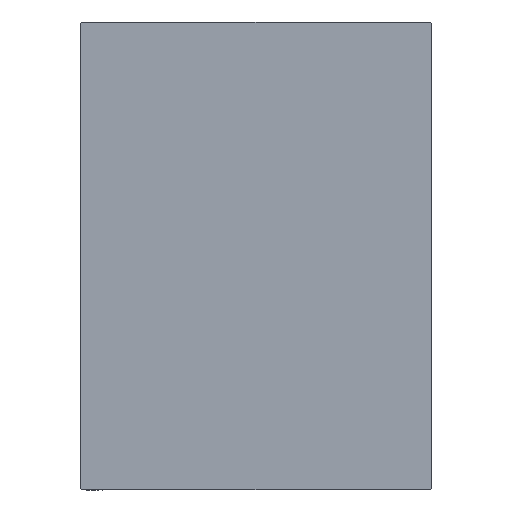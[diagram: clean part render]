
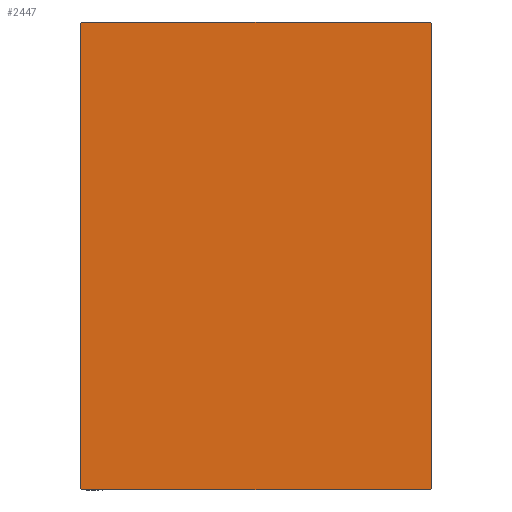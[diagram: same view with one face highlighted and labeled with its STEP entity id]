
A CAD part, left-side view. The second image highlights one B-rep face of the part: STEP entity #2447.
In plain terms, the highlighted face is planar.
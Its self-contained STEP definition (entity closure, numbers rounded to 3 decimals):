
#1086 = CARTESIAN_POINT ( 'NONE',  ( 98., 37.5, -50. ) ) ;
#2395 = EDGE_CURVE ( 'NONE', #38407, #28643, #36703, .T. ) ;
#2447 = ADVANCED_FACE ( 'NONE', ( #27529 ), #24693, .T. ) ;
#2931 = ORIENTED_EDGE ( 'NONE', *, *, #2395, .T. ) ;
#3413 = LINE ( 'NONE', #9736, #23291 ) ;
#3760 = ORIENTED_EDGE ( 'NONE', *, *, #4071, .T. ) ;
#4071 = EDGE_CURVE ( 'NONE', #15571, #4560, #20898, .T. ) ;
#4461 = CARTESIAN_POINT ( 'NONE',  ( 98., 43.6, 43.6 ) ) ;
#4560 = VERTEX_POINT ( 'NONE', #8147 ) ;
#4686 = DIRECTION ( 'NONE',  ( 0., -0.707, 0.707 ) ) ;
#5090 = CARTESIAN_POINT ( 'NONE',  ( 98., -37.5, -49.7 ) ) ;
#6237 = DIRECTION ( 'NONE',  ( 0., 1., 0. ) ) ;
#7069 = DIRECTION ( 'NONE',  ( 0., -0.707, -0.707 ) ) ;
#7286 = CARTESIAN_POINT ( 'NONE',  ( 98., 0., 0. ) ) ;
#7996 = VECTOR ( 'NONE', #4686, 1000. ) ;
#8147 = CARTESIAN_POINT ( 'NONE',  ( 98., 37.5, 49.7 ) ) ;
#8814 = DIRECTION ( 'NONE',  ( 0., -1., 0. ) ) ;
#9086 = LINE ( 'NONE', #22354, #15707 ) ;
#9263 = LINE ( 'NONE', #35608, #12468 ) ;
#9736 = CARTESIAN_POINT ( 'NONE',  ( 98., -37.5, -50. ) ) ;
#10103 = EDGE_CURVE ( 'NONE', #16751, #38020, #10447, .T. ) ;
#10447 = LINE ( 'NONE', #19583, #21856 ) ;
#10558 = DIRECTION ( 'NONE',  ( 0., 0., -1. ) ) ;
#10860 = VECTOR ( 'NONE', #8814, 1000. ) ;
#12376 = CARTESIAN_POINT ( 'NONE',  ( 98., -37.2, 50. ) ) ;
#12468 = VECTOR ( 'NONE', #35825, 1000. ) ;
#12550 = ORIENTED_EDGE ( 'NONE', *, *, #31341, .T. ) ;
#13051 = CARTESIAN_POINT ( 'NONE',  ( 98., 37.2, 50. ) ) ;
#13243 = EDGE_CURVE ( 'NONE', #4560, #30665, #29979, .T. ) ;
#13643 = CARTESIAN_POINT ( 'NONE',  ( 98., -37.5, 49.7 ) ) ;
#13920 = EDGE_CURVE ( 'NONE', #28643, #16751, #9086, .T. ) ;
#14375 = DIRECTION ( 'NONE',  ( 0., 0., 1. ) ) ;
#15571 = VERTEX_POINT ( 'NONE', #36759 ) ;
#15707 = VECTOR ( 'NONE', #36079, 1000. ) ;
#16018 = CARTESIAN_POINT ( 'NONE',  ( 98., -43.6, 43.6 ) ) ;
#16367 = ORIENTED_EDGE ( 'NONE', *, *, #10103, .T. ) ;
#16751 = VERTEX_POINT ( 'NONE', #5090 ) ;
#17030 = CARTESIAN_POINT ( 'NONE',  ( 98., -37.2, -50. ) ) ;
#19583 = CARTESIAN_POINT ( 'NONE',  ( 98., -43.6, -43.6 ) ) ;
#20898 = LINE ( 'NONE', #1086, #40582 ) ;
#21856 = VECTOR ( 'NONE', #39625, 1000. ) ;
#22354 = CARTESIAN_POINT ( 'NONE',  ( 98., -37.5, 50. ) ) ;
#23291 = VECTOR ( 'NONE', #6237, 1000. ) ;
#24573 = VECTOR ( 'NONE', #7069, 1000. ) ;
#24585 = ORIENTED_EDGE ( 'NONE', *, *, #38774, .T. ) ;
#24693 = PLANE ( 'NONE',  #37072 ) ;
#26011 = CARTESIAN_POINT ( 'NONE',  ( 98., 37.2, -50. ) ) ;
#26909 = EDGE_CURVE ( 'NONE', #38020, #33212, #3413, .T. ) ;
#27529 = FACE_OUTER_BOUND ( 'NONE', #39785, .T. ) ;
#27749 = DIRECTION ( 'NONE',  ( 1., 0., 0. ) ) ;
#28643 = VERTEX_POINT ( 'NONE', #13643 ) ;
#29979 = LINE ( 'NONE', #4461, #7996 ) ;
#30665 = VERTEX_POINT ( 'NONE', #13051 ) ;
#31208 = ORIENTED_EDGE ( 'NONE', *, *, #13243, .T. ) ;
#31341 = EDGE_CURVE ( 'NONE', #30665, #38407, #35171, .T. ) ;
#32104 = CARTESIAN_POINT ( 'NONE',  ( 98., 37.5, 50. ) ) ;
#33212 = VERTEX_POINT ( 'NONE', #26011 ) ;
#35171 = LINE ( 'NONE', #32104, #10860 ) ;
#35316 = ORIENTED_EDGE ( 'NONE', *, *, #26909, .T. ) ;
#35608 = CARTESIAN_POINT ( 'NONE',  ( 98., 43.6, -43.6 ) ) ;
#35825 = DIRECTION ( 'NONE',  ( 0., 0.707, 0.707 ) ) ;
#36079 = DIRECTION ( 'NONE',  ( 0., 0., -1. ) ) ;
#36703 = LINE ( 'NONE', #16018, #24573 ) ;
#36759 = CARTESIAN_POINT ( 'NONE',  ( 98., 37.5, -49.7 ) ) ;
#37072 = AXIS2_PLACEMENT_3D ( 'NONE', #7286, #27749, #10558 ) ;
#38020 = VERTEX_POINT ( 'NONE', #17030 ) ;
#38407 = VERTEX_POINT ( 'NONE', #12376 ) ;
#38774 = EDGE_CURVE ( 'NONE', #33212, #15571, #9263, .T. ) ;
#39625 = DIRECTION ( 'NONE',  ( 0., 0.707, -0.707 ) ) ;
#39785 = EDGE_LOOP ( 'NONE', ( #35316, #24585, #3760, #31208, #12550, #2931, #41061, #16367 ) ) ;
#40582 = VECTOR ( 'NONE', #14375, 1000. ) ;
#41061 = ORIENTED_EDGE ( 'NONE', *, *, #13920, .T. ) ;
